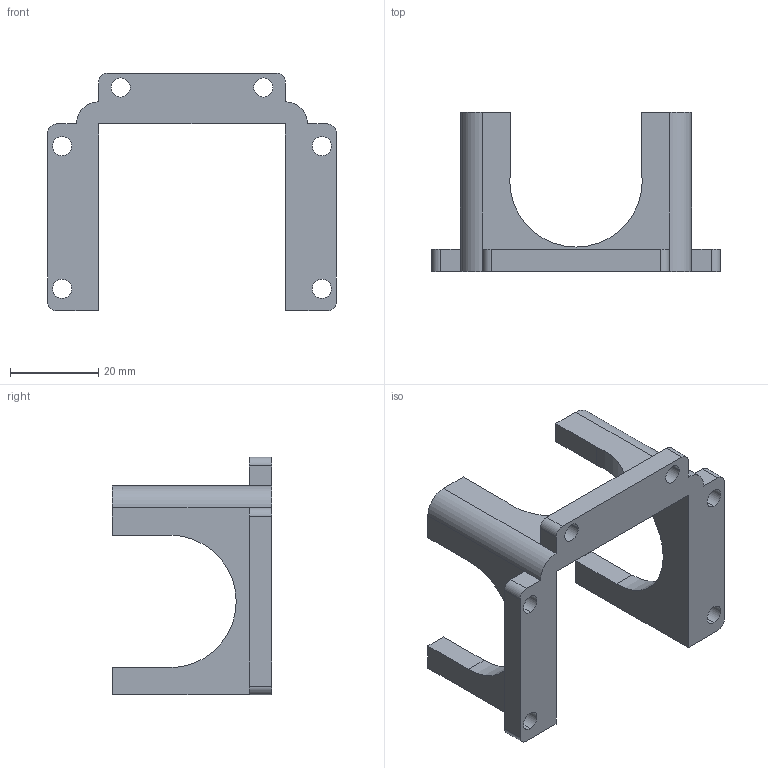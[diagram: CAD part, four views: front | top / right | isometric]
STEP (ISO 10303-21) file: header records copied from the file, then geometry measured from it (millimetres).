
FILE_DESCRIPTION((''),'2;1');
FILE_NAME('FINAL_PRINT_PLEASE','2021-03-20T18:14:37',('TINH LE'),(''),'CREO PARAMETRIC BY PTC INC, 2020154','CREO PARAMETRIC BY PTC INC, 2020154','');
FILE_SCHEMA(('CONFIG_CONTROL_DESIGN'));
Length unit declared in the file: millimetre
Products named in the file (1): FINAL_PRINT_PLEASE
Bounding box: 65.3 x 36 x 53.8 mm (x, y, z)
Volume: 16415 mm3; surface area: 9525 mm2
Topology: 1 solids, 1 shells, 52 faces, 146 edges, 96 vertices
Faces by surface type: plane 29, cylinder 23
Entity records: 1746 total; most frequent: DIRECTION 296, CARTESIAN_POINT 294, ORIENTED_EDGE 292, EDGE_CURVE 146, VECTOR 100, LINE 100, AXIS2_PLACEMENT_3D 98, VERTEX_POINT 96
